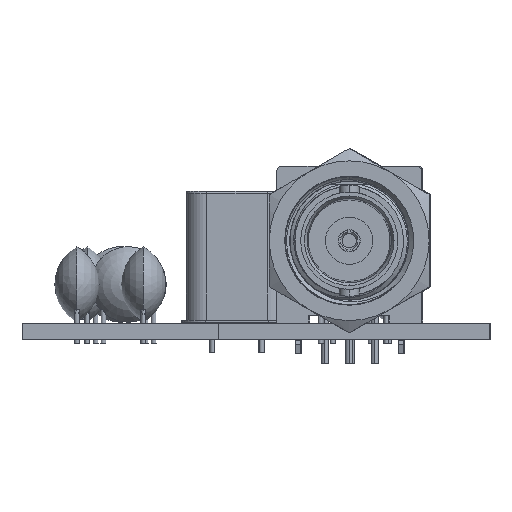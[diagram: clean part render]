
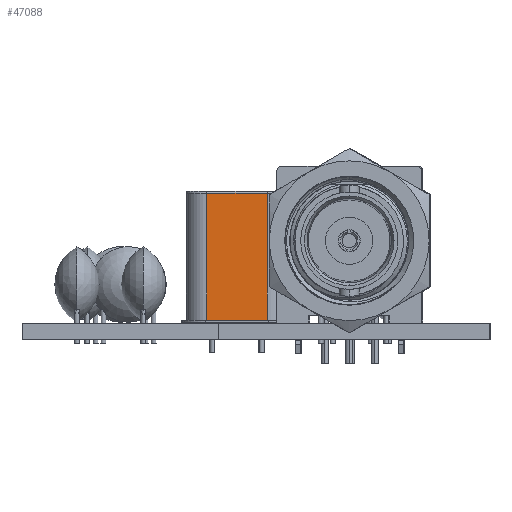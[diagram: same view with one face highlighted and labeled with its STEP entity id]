
A CAD part, left-side view. The second image highlights one B-rep face of the part: STEP entity #47088.
In plain terms, the highlighted face is planar.
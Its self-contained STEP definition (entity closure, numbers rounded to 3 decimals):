
#46241 = PLANE('',#46242);
#46242 = AXIS2_PLACEMENT_3D('',#46243,#46244,#46245);
#46243 = CARTESIAN_POINT('',(-0.685,2.325,0.3));
#46244 = DIRECTION('',(0.,0.,1.));
#46245 = DIRECTION('',(1.,0.,0.));
#46769 = EDGE_CURVE('',#46770,#46772,#46774,.T.);
#46770 = VERTEX_POINT('',#46771);
#46771 = CARTESIAN_POINT('',(-0.56,-2.,0.3));
#46772 = VERTEX_POINT('',#46773);
#46773 = CARTESIAN_POINT('',(5.44,-2.,0.3));
#46774 = SURFACE_CURVE('',#46775,(#46779,#46786),.PCURVE_S1.);
#46775 = LINE('',#46776,#46777);
#46776 = CARTESIAN_POINT('',(2.378,-2.,0.3));
#46777 = VECTOR('',#46778,1.);
#46778 = DIRECTION('',(1.,0.,0.));
#46779 = PCURVE('',#46241,#46780);
#46780 = DEFINITIONAL_REPRESENTATION('',(#46781),#46785);
#46781 = LINE('',#46782,#46783);
#46782 = CARTESIAN_POINT('',(3.063,-4.325));
#46783 = VECTOR('',#46784,1.);
#46784 = DIRECTION('',(1.,0.));
#46785 = ( GEOMETRIC_REPRESENTATION_CONTEXT(2) 
PARAMETRIC_REPRESENTATION_CONTEXT() REPRESENTATION_CONTEXT('2D SPACE',''
  ) );
#46786 = PCURVE('',#46787,#46792);
#46787 = PLANE('',#46788);
#46788 = AXIS2_PLACEMENT_3D('',#46789,#46790,#46791);
#46789 = CARTESIAN_POINT('',(5.44,-2.,0.1));
#46790 = DIRECTION('',(0.,-1.,0.));
#46791 = DIRECTION('',(-1.,0.,0.));
#46792 = DEFINITIONAL_REPRESENTATION('',(#46793),#46797);
#46793 = LINE('',#46794,#46795);
#46794 = CARTESIAN_POINT('',(3.063,-0.2));
#46795 = VECTOR('',#46796,1.);
#46796 = DIRECTION('',(-1.,0.));
#46797 = ( GEOMETRIC_REPRESENTATION_CONTEXT(2) 
PARAMETRIC_REPRESENTATION_CONTEXT() REPRESENTATION_CONTEXT('2D SPACE',''
  ) );
#46820 = CYLINDRICAL_SURFACE('',#46821,2.);
#46821 = AXIS2_PLACEMENT_3D('',#46822,#46823,#46824);
#46822 = CARTESIAN_POINT('',(-0.56,0.,0.1));
#46823 = DIRECTION('',(0.,0.,-1.));
#46824 = DIRECTION('',(1.,0.,0.));
#46945 = CYLINDRICAL_SURFACE('',#46946,2.);
#46946 = AXIS2_PLACEMENT_3D('',#46947,#46948,#46949);
#46947 = CARTESIAN_POINT('',(5.44,0.,0.1));
#46948 = DIRECTION('',(0.,0.,-1.));
#46949 = DIRECTION('',(1.,0.,0.));
#47088 = ADVANCED_FACE('',(#47089),#46787,.T.);
#47089 = FACE_BOUND('',#47090,.T.);
#47090 = EDGE_LOOP('',(#47091,#47092,#47115,#47143));
#47091 = ORIENTED_EDGE('',*,*,#46769,.T.);
#47092 = ORIENTED_EDGE('',*,*,#47093,.T.);
#47093 = EDGE_CURVE('',#46772,#47094,#47096,.T.);
#47094 = VERTEX_POINT('',#47095);
#47095 = CARTESIAN_POINT('',(5.44,-2.,12.9));
#47096 = SURFACE_CURVE('',#47097,(#47101,#47108),.PCURVE_S1.);
#47097 = LINE('',#47098,#47099);
#47098 = CARTESIAN_POINT('',(5.44,-2.,0.1));
#47099 = VECTOR('',#47100,1.);
#47100 = DIRECTION('',(0.,0.,1.));
#47101 = PCURVE('',#46787,#47102);
#47102 = DEFINITIONAL_REPRESENTATION('',(#47103),#47107);
#47103 = LINE('',#47104,#47105);
#47104 = CARTESIAN_POINT('',(0.,0.));
#47105 = VECTOR('',#47106,1.);
#47106 = DIRECTION('',(0.,-1.));
#47107 = ( GEOMETRIC_REPRESENTATION_CONTEXT(2) 
PARAMETRIC_REPRESENTATION_CONTEXT() REPRESENTATION_CONTEXT('2D SPACE',''
  ) );
#47108 = PCURVE('',#46945,#47109);
#47109 = DEFINITIONAL_REPRESENTATION('',(#47110),#47114);
#47110 = LINE('',#47111,#47112);
#47111 = CARTESIAN_POINT('',(1.571,0.));
#47112 = VECTOR('',#47113,1.);
#47113 = DIRECTION('',(0.,-1.));
#47114 = ( GEOMETRIC_REPRESENTATION_CONTEXT(2) 
PARAMETRIC_REPRESENTATION_CONTEXT() REPRESENTATION_CONTEXT('2D SPACE',''
  ) );
#47115 = ORIENTED_EDGE('',*,*,#47116,.T.);
#47116 = EDGE_CURVE('',#47094,#47117,#47119,.T.);
#47117 = VERTEX_POINT('',#47118);
#47118 = CARTESIAN_POINT('',(-0.56,-2.,12.9));
#47119 = SURFACE_CURVE('',#47120,(#47124,#47131),.PCURVE_S1.);
#47120 = LINE('',#47121,#47122);
#47121 = CARTESIAN_POINT('',(5.44,-2.,12.9));
#47122 = VECTOR('',#47123,1.);
#47123 = DIRECTION('',(-1.,0.,0.));
#47124 = PCURVE('',#46787,#47125);
#47125 = DEFINITIONAL_REPRESENTATION('',(#47126),#47130);
#47126 = LINE('',#47127,#47128);
#47127 = CARTESIAN_POINT('',(0.,-12.8));
#47128 = VECTOR('',#47129,1.);
#47129 = DIRECTION('',(1.,0.));
#47130 = ( GEOMETRIC_REPRESENTATION_CONTEXT(2) 
PARAMETRIC_REPRESENTATION_CONTEXT() REPRESENTATION_CONTEXT('2D SPACE',''
  ) );
#47131 = PCURVE('',#47132,#47137);
#47132 = CYLINDRICAL_SURFACE('',#47133,0.2);
#47133 = AXIS2_PLACEMENT_3D('',#47134,#47135,#47136);
#47134 = CARTESIAN_POINT('',(5.44,-1.8,12.9));
#47135 = DIRECTION('',(-1.,0.,0.));
#47136 = DIRECTION('',(0.,-1.,0.));
#47137 = DEFINITIONAL_REPRESENTATION('',(#47138),#47142);
#47138 = LINE('',#47139,#47140);
#47139 = CARTESIAN_POINT('',(0.,0.));
#47140 = VECTOR('',#47141,1.);
#47141 = DIRECTION('',(0.,1.));
#47142 = ( GEOMETRIC_REPRESENTATION_CONTEXT(2) 
PARAMETRIC_REPRESENTATION_CONTEXT() REPRESENTATION_CONTEXT('2D SPACE',''
  ) );
#47143 = ORIENTED_EDGE('',*,*,#47144,.F.);
#47144 = EDGE_CURVE('',#46770,#47117,#47145,.T.);
#47145 = SURFACE_CURVE('',#47146,(#47150,#47157),.PCURVE_S1.);
#47146 = LINE('',#47147,#47148);
#47147 = CARTESIAN_POINT('',(-0.56,-2.,0.1));
#47148 = VECTOR('',#47149,1.);
#47149 = DIRECTION('',(0.,0.,1.));
#47150 = PCURVE('',#46787,#47151);
#47151 = DEFINITIONAL_REPRESENTATION('',(#47152),#47156);
#47152 = LINE('',#47153,#47154);
#47153 = CARTESIAN_POINT('',(6.,0.));
#47154 = VECTOR('',#47155,1.);
#47155 = DIRECTION('',(0.,-1.));
#47156 = ( GEOMETRIC_REPRESENTATION_CONTEXT(2) 
PARAMETRIC_REPRESENTATION_CONTEXT() REPRESENTATION_CONTEXT('2D SPACE',''
  ) );
#47157 = PCURVE('',#46820,#47158);
#47158 = DEFINITIONAL_REPRESENTATION('',(#47159),#47163);
#47159 = LINE('',#47160,#47161);
#47160 = CARTESIAN_POINT('',(1.571,0.));
#47161 = VECTOR('',#47162,1.);
#47162 = DIRECTION('',(0.,-1.));
#47163 = ( GEOMETRIC_REPRESENTATION_CONTEXT(2) 
PARAMETRIC_REPRESENTATION_CONTEXT() REPRESENTATION_CONTEXT('2D SPACE',''
  ) );
